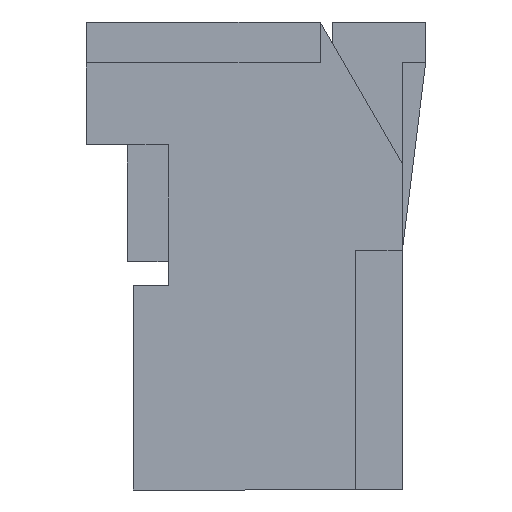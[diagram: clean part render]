
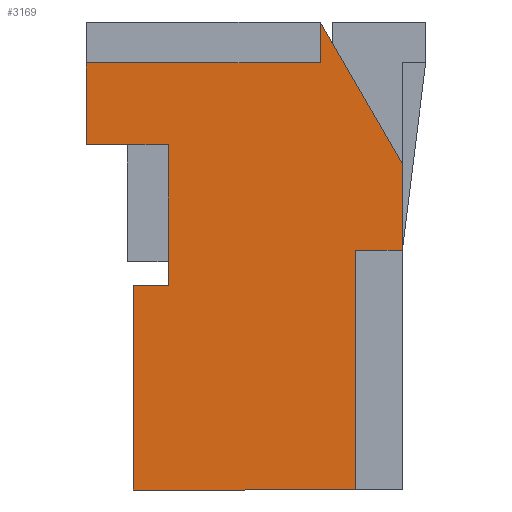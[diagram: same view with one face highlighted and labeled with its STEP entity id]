
A CAD part, left-side view. The second image highlights one B-rep face of the part: STEP entity #3169.
In plain terms, the highlighted planar face has unit normal (-1, 0, 0).
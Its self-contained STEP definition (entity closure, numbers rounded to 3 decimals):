
#258=FACE_OUTER_BOUND('',#438,.T.);
#438=EDGE_LOOP('',(#2227,#2228,#2229,#2230,#2231,#2232,#2233,#2234,#2235,
#2236,#2237,#2238));
#650=LINE('',#4248,#1000);
#678=LINE('',#4300,#1028);
#679=LINE('',#4303,#1029);
#687=LINE('',#4321,#1037);
#688=LINE('',#4323,#1038);
#689=LINE('',#4324,#1039);
#690=LINE('',#4326,#1040);
#691=LINE('',#4328,#1041);
#692=LINE('',#4330,#1042);
#693=LINE('',#4332,#1043);
#694=LINE('',#4334,#1044);
#695=LINE('',#4335,#1045);
#1000=VECTOR('',#3609,1000.);
#1028=VECTOR('',#3647,1000.);
#1029=VECTOR('',#3650,1000.);
#1037=VECTOR('',#3666,1000.);
#1038=VECTOR('',#3667,1000.);
#1039=VECTOR('',#3668,1000.);
#1040=VECTOR('',#3669,1000.);
#1041=VECTOR('',#3670,1000.);
#1042=VECTOR('',#3671,1000.);
#1043=VECTOR('',#3672,1000.);
#1044=VECTOR('',#3673,1000.);
#1045=VECTOR('',#3674,1000.);
#1340=VERTEX_POINT('',#4245);
#1341=VERTEX_POINT('',#4247);
#1360=VERTEX_POINT('',#4298);
#1361=VERTEX_POINT('',#4302);
#1366=VERTEX_POINT('',#4319);
#1367=VERTEX_POINT('',#4320);
#1368=VERTEX_POINT('',#4322);
#1369=VERTEX_POINT('',#4325);
#1370=VERTEX_POINT('',#4327);
#1371=VERTEX_POINT('',#4329);
#1372=VERTEX_POINT('',#4331);
#1373=VERTEX_POINT('',#4333);
#1666=EDGE_CURVE('',#1340,#1341,#650,.T.);
#1694=EDGE_CURVE('',#1360,#1340,#678,.T.);
#1695=EDGE_CURVE('',#1341,#1361,#679,.T.);
#1703=EDGE_CURVE('',#1366,#1367,#687,.T.);
#1704=EDGE_CURVE('',#1368,#1366,#688,.T.);
#1705=EDGE_CURVE('',#1361,#1368,#689,.T.);
#1706=EDGE_CURVE('',#1369,#1360,#690,.T.);
#1707=EDGE_CURVE('',#1370,#1369,#691,.T.);
#1708=EDGE_CURVE('',#1371,#1370,#692,.T.);
#1709=EDGE_CURVE('',#1372,#1371,#693,.T.);
#1710=EDGE_CURVE('',#1372,#1373,#694,.T.);
#1711=EDGE_CURVE('',#1367,#1373,#695,.T.);
#2227=ORIENTED_EDGE('',*,*,#1703,.F.);
#2228=ORIENTED_EDGE('',*,*,#1704,.F.);
#2229=ORIENTED_EDGE('',*,*,#1705,.F.);
#2230=ORIENTED_EDGE('',*,*,#1695,.F.);
#2231=ORIENTED_EDGE('',*,*,#1666,.F.);
#2232=ORIENTED_EDGE('',*,*,#1694,.F.);
#2233=ORIENTED_EDGE('',*,*,#1706,.F.);
#2234=ORIENTED_EDGE('',*,*,#1707,.F.);
#2235=ORIENTED_EDGE('',*,*,#1708,.F.);
#2236=ORIENTED_EDGE('',*,*,#1709,.F.);
#2237=ORIENTED_EDGE('',*,*,#1710,.T.);
#2238=ORIENTED_EDGE('',*,*,#1711,.F.);
#3060=PLANE('',#3415);
#3169=ADVANCED_FACE('',(#258),#3060,.T.);
#3415=AXIS2_PLACEMENT_3D('',#4318,#3664,#3665);
#3609=DIRECTION('',(0.,-1.,0.));
#3647=DIRECTION('',(0.,0.,1.));
#3650=DIRECTION('',(0.,0.,-1.));
#3664=DIRECTION('center_axis',(-1.,0.,0.));
#3665=DIRECTION('ref_axis',(0.,0.,1.));
#3666=DIRECTION('',(0.,-1.,0.));
#3667=DIRECTION('',(0.,0.,-1.));
#3668=DIRECTION('',(0.,1.,0.));
#3669=DIRECTION('',(0.,-1.,0.));
#3670=DIRECTION('',(0.,0.,1.));
#3671=DIRECTION('',(0.,0.5,0.866));
#3672=DIRECTION('',(0.,0.,-1.));
#3673=DIRECTION('',(0.,-1.,0.));
#3674=DIRECTION('',(0.,0.,-1.));
#4245=CARTESIAN_POINT('',(-8.4,3.8,0.));
#4247=CARTESIAN_POINT('',(-8.4,0.,0.));
#4248=CARTESIAN_POINT('',(-8.4,3.8,0.));
#4298=CARTESIAN_POINT('',(-8.4,3.8,-4.1));
#4300=CARTESIAN_POINT('',(-8.4,3.8,0.));
#4302=CARTESIAN_POINT('',(-8.4,0.,-3.5));
#4303=CARTESIAN_POINT('',(-8.4,0.,-3.5));
#4318=CARTESIAN_POINT('Origin',(-8.4,4.6,-4.1));
#4319=CARTESIAN_POINT('',(-8.4,0.6,-5.9));
#4320=CARTESIAN_POINT('',(-8.4,-0.8,-5.9));
#4321=CARTESIAN_POINT('',(-8.4,-0.8,-5.9));
#4322=CARTESIAN_POINT('',(-8.4,0.6,-3.5));
#4323=CARTESIAN_POINT('',(-8.4,0.6,-3.9));
#4324=CARTESIAN_POINT('',(-8.4,0.6,-3.5));
#4325=CARTESIAN_POINT('',(-8.4,4.6,-4.1));
#4326=CARTESIAN_POINT('',(-8.4,3.8,-4.1));
#4327=CARTESIAN_POINT('',(-8.4,4.6,-5.575));
#4328=CARTESIAN_POINT('',(-8.4,4.6,-4.1));
#4329=CARTESIAN_POINT('',(-8.4,3.2,-8.));
#4330=CARTESIAN_POINT('',(-8.4,4.6,-5.575));
#4331=CARTESIAN_POINT('',(-8.4,3.2,-7.3));
#4332=CARTESIAN_POINT('',(-8.4,3.2,-4.1));
#4333=CARTESIAN_POINT('',(-8.4,-0.8,-7.3));
#4334=CARTESIAN_POINT('',(-8.4,4.6,-7.3));
#4335=CARTESIAN_POINT('',(-8.4,-0.8,-8.));
